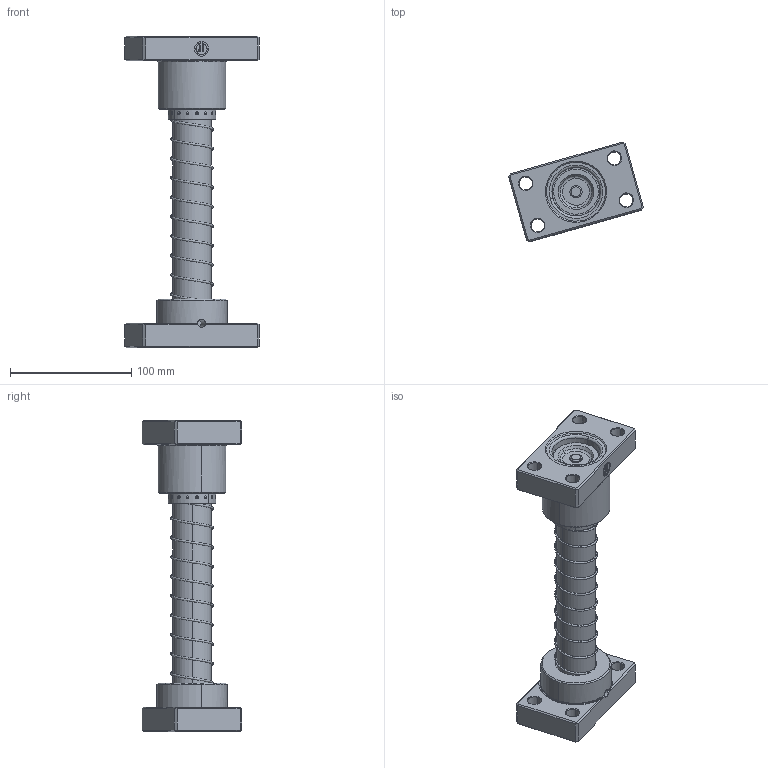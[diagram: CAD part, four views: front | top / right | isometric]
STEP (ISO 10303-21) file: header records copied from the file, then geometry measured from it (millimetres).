
FILE_DESCRIPTION (( 'STEP AP214' ), '1' );
FILE_NAME ('HYJ-D32-L220.STEP', '2021-09-23T02:50:58', ( 'User' ), ( 'china' ), 'SwSTEP 2.0', 'SolidWorks 2016', '' );
FILE_SCHEMA (( 'AUTOMOTIVE_DESIGN' ));
Length unit declared in the file: millimetre
Products named in the file (12): MGM-D32-L220; HYJ-D32-L220; STMY-5; STM-M20蹟簽; STM-37-L40; BJ-39.5-32.5-L60; HWP-D35.7-d32.5-L190; SAB-D32; MGH-D32; SAB-D32傍杶; STMY-PD32
Assembly tree (11 placements, depth 3):
  HYJ-D32-L220
    MGM-D32-L220
    SAB-D32
      SAB-D32
      SAB-D32傍杶
    HWP-D35.7-d32.5-L190
    BJ-39.5-32.5-L60
    STMY-PD32
      STM-37-L40
      STM-M20蹟簽
      STMY-5
    MGH-D32
Bounding box: 110.95 x 82.02 x 256.5 mm (x, y, z)
Volume: 453773 mm3; surface area: 130327.8 mm2
Topology: 9 solids, 9 shells, 794 faces, 1721 edges, 1188 vertices
Faces by surface type: sphere 512, plane 103, cylinder 81, cone 61, torus 20, bspline 17
Entity records: 44710 total; most frequent: CARTESIAN_POINT 21372, DIRECTION 3450, ORIENTED_EDGE 3430, EDGE_CURVE 1715, AXIS2_PLACEMENT_3D 1552, VERTEX_POINT 1188, EDGE_LOOP 1073, ADVANCED_FACE 794
